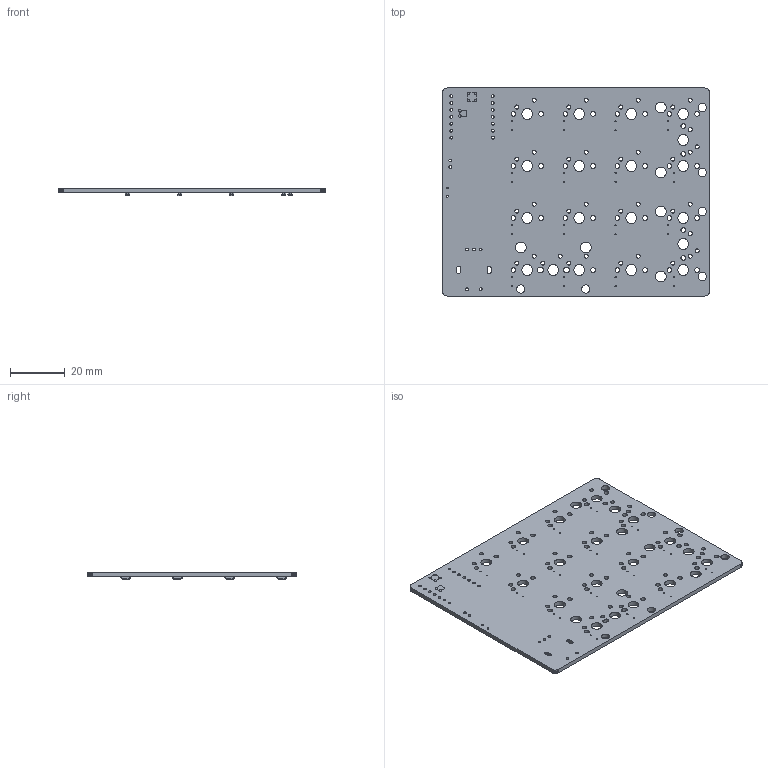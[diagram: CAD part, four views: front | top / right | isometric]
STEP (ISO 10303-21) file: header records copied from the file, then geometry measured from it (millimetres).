
FILE_DESCRIPTION(('KiCad electronic assembly'),'2;1');
FILE_NAME('rostok.step','2023-06-27T19:52:09',('Pcbnew'),('Kicad'), 'Open CASCADE STEP processor 7.6','KiCad to STEP converter','Unknown' );
FILE_SCHEMA(('AUTOMOTIVE_DESIGN { 1 0 10303 214 1 1 1 1 }'));
Length unit declared in the file: millimetre
Products named in the file (4): rostok 1; D_SOD-123; SOLID; PCB
Assembly tree (18 placements, depth 3):
  rostok 1
    D_SOD-123  x16
      SOLID
    PCB
Bounding box: 97.63 x 76.2 x 2.88 mm (x, y, z)
Volume: 10982.1 mm3; surface area: 16044.2 mm2
Topology: 17 solids, 17 shells, 1374 faces, 3476 edges, 2156 vertices
Faces by surface type: plane 666, bspline 416, cylinder 292
Full cylindrical faces by diameter (mm): 0.4 x32, 0.7 x2, 1 x21, 1.499 x37, 1.5 x1, 1.702 x34, 3.048 x6, 3.988 x25
Entity records: 30158 total; most frequent: CARTESIAN_POINT 7280, DIRECTION 4012, LINE 2512, VECTOR 2512, ORIENTED_EDGE 2272, PCURVE 2272, DEFINITIONAL_REPRESENTATION 2272, EDGE_CURVE 1136
